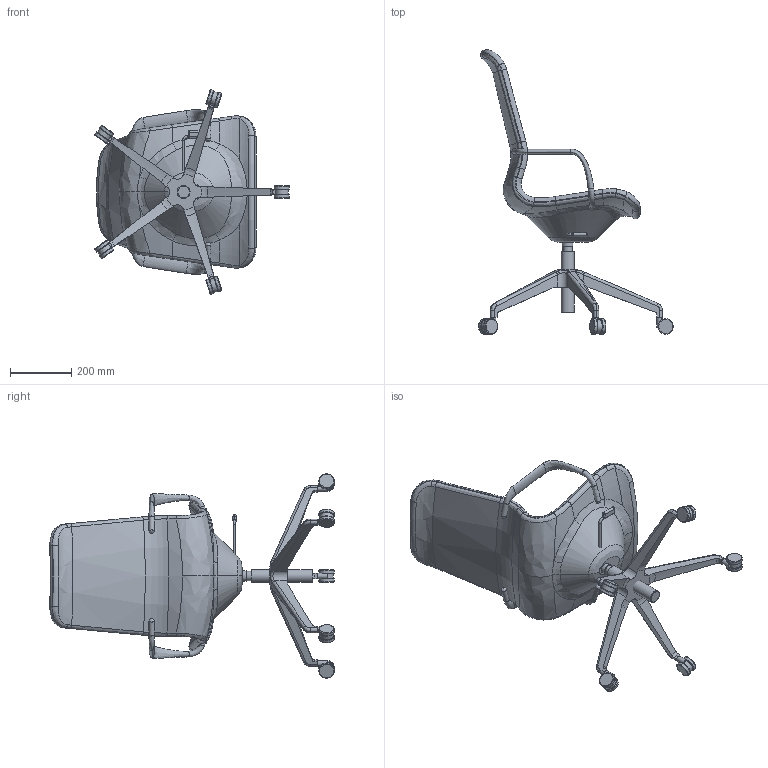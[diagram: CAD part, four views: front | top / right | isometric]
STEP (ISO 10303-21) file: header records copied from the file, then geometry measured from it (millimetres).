
FILE_DESCRIPTION(/* description */ (''),/* implementation_level */ '2;1');
FILE_NAME(/* name */ 'ikea langfjall.stp',/* time_stamp */ '2024-01-08T11:37:17+03:00',/* author */ ('moroz'),/* organization */ (''),/* preprocessor_version */ 'ST-DEVELOPER v18.1',/* originating_system */ 'Autodesk Inventor 2022',/* authorisation */ '');
FILE_SCHEMA (('AUTOMOTIVE_DESIGN { 1 0 10303 214 3 1 1 }'));
Length unit declared in the file: millimetre
Products named in the file (1): ikea langfjall
Bounding box: 635.06 x 927.23 x 667.54 mm (x, y, z)
Volume: 17906502.4 mm3; surface area: 1237374.8 mm2
Topology: 21 solids, 21 shells, 328 faces, 727 edges, 443 vertices
Faces by surface type: bspline 131, plane 73, cylinder 62, torus 45, cone 17
Full cylindrical faces by diameter (mm): 8 x2, 18 x2, 18.159 x5, 30 x1, 35 x1, 42 x1, 50 x10
Entity records: 15776 total; most frequent: CARTESIAN_POINT 9180, ORIENTED_EDGE 1454, DIRECTION 1189, EDGE_CURVE 727, AXIS2_PLACEMENT_3D 533, VERTEX_POINT 443, EDGE_LOOP 330, FACE_OUTER_BOUND 328
